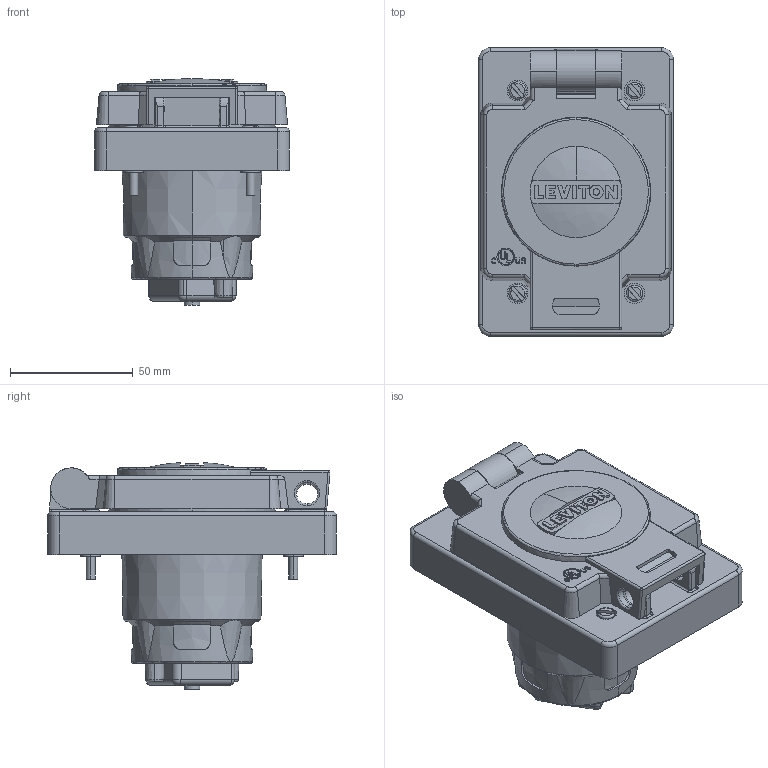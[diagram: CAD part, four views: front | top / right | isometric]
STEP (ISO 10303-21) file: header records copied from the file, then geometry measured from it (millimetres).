
FILE_DESCRIPTION (( 'STEP AP214' ), '1' );
FILE_NAME ('CATSTD-99W81-00X.STEP', '2022-11-05T01:08:42', ( '' ), ( '' ), 'SwSTEP 2.0', 'SolidWorks 2020', '' );
FILE_SCHEMA (( 'AUTOMOTIVE_DESIGN' ));
Length unit declared in the file: inch
Products named in the file (1): CATSTD-99W81-00X
Bounding box: 79.38 x 117.47 x 92.41 mm (x, y, z)
Volume: 372446.3 mm3; surface area: 51636.7 mm2
Topology: 1 solids, 1 shells, 571 faces, 1577 edges, 1047 vertices
Faces by surface type: plane 238, cylinder 227, torus 40, cone 36, bspline 22, sphere 8
Entity records: 24776 total; most frequent: CARTESIAN_POINT 10945, ORIENTED_EDGE 3138, DIRECTION 2296, EDGE_CURVE 1569, VERTEX_POINT 1046, AXIS2_PLACEMENT_3D 797, VECTOR 702, LINE 702
